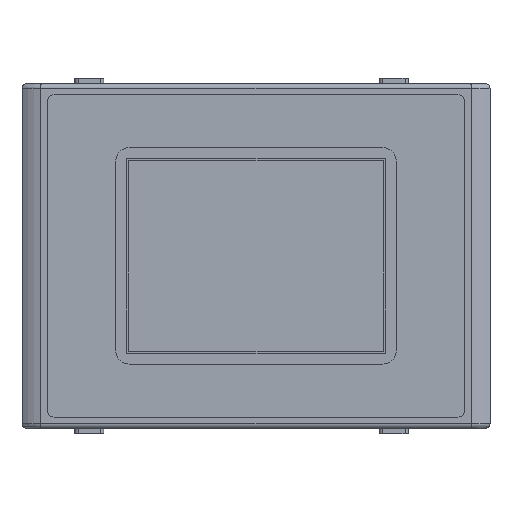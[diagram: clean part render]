
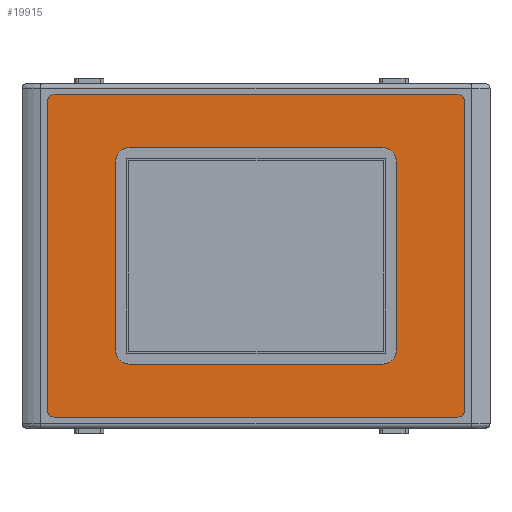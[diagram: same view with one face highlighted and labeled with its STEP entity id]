
A CAD part, top view. The second image highlights one B-rep face of the part: STEP entity #19915.
In plain terms, the highlighted planar face has unit normal (0, 0, 1).
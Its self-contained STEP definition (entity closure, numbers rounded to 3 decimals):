
#125=FACE_BOUND('',#2268,.T.);
#126=FACE_BOUND('',#2269,.T.);
#385=PLANE('',#21082);
#2268=EDGE_LOOP('',(#13196,#13197,#13198,#13199,#13200,#13201,#13202,#13203));
#2269=EDGE_LOOP('',(#13204,#13205,#13206,#13207,#13208,#13209,#13210,#13211));
#3690=LINE('',#28073,#5810);
#3695=LINE('',#28087,#5815);
#3699=LINE('',#28099,#5819);
#3703=LINE('',#28111,#5823);
#3706=LINE('',#28121,#5826);
#3710=LINE('',#28130,#5830);
#3713=LINE('',#28138,#5833);
#3716=LINE('',#28146,#5836);
#5810=VECTOR('',#22695,86.);
#5815=VECTOR('',#22708,115.);
#5819=VECTOR('',#22720,86.);
#5823=VECTOR('',#22732,115.);
#5826=VECTOR('',#22743,140.);
#5830=VECTOR('',#22753,183.);
#5833=VECTOR('',#22762,140.);
#5836=VECTOR('',#22771,183.);
#7918=CIRCLE('',#21056,6.);
#7920=CIRCLE('',#21060,6.);
#7922=CIRCLE('',#21064,6.);
#7924=CIRCLE('',#21068,6.);
#7926=CIRCLE('',#21072,3.);
#7927=CIRCLE('',#21075,3.);
#7928=CIRCLE('',#21078,3.);
#7929=CIRCLE('',#21081,3.);
#8470=VERTEX_POINT('',#28071);
#8471=VERTEX_POINT('',#28072);
#8474=VERTEX_POINT('',#28080);
#8476=VERTEX_POINT('',#28086);
#8478=VERTEX_POINT('',#28092);
#8480=VERTEX_POINT('',#28098);
#8482=VERTEX_POINT('',#28104);
#8484=VERTEX_POINT('',#28110);
#8486=VERTEX_POINT('',#28119);
#8487=VERTEX_POINT('',#28120);
#8488=VERTEX_POINT('',#28125);
#8489=VERTEX_POINT('',#28129);
#8490=VERTEX_POINT('',#28133);
#8491=VERTEX_POINT('',#28137);
#8492=VERTEX_POINT('',#28141);
#8493=VERTEX_POINT('',#28145);
#10322=EDGE_CURVE('',#8470,#8471,#3690,.T.);
#10326=EDGE_CURVE('',#8471,#8474,#7918,.T.);
#10329=EDGE_CURVE('',#8474,#8476,#3695,.T.);
#10332=EDGE_CURVE('',#8476,#8478,#7920,.T.);
#10335=EDGE_CURVE('',#8478,#8480,#3699,.T.);
#10338=EDGE_CURVE('',#8480,#8482,#7922,.T.);
#10341=EDGE_CURVE('',#8482,#8484,#3703,.T.);
#10344=EDGE_CURVE('',#8484,#8470,#7924,.T.);
#10346=EDGE_CURVE('',#8486,#8487,#3706,.T.);
#10349=EDGE_CURVE('',#8487,#8488,#7926,.T.);
#10351=EDGE_CURVE('',#8488,#8489,#3710,.T.);
#10353=EDGE_CURVE('',#8489,#8490,#7927,.T.);
#10355=EDGE_CURVE('',#8490,#8491,#3713,.T.);
#10357=EDGE_CURVE('',#8491,#8492,#7928,.T.);
#10359=EDGE_CURVE('',#8492,#8493,#3716,.T.);
#10361=EDGE_CURVE('',#8493,#8486,#7929,.T.);
#13196=ORIENTED_EDGE('',*,*,#10322,.F.);
#13197=ORIENTED_EDGE('',*,*,#10344,.F.);
#13198=ORIENTED_EDGE('',*,*,#10341,.F.);
#13199=ORIENTED_EDGE('',*,*,#10338,.F.);
#13200=ORIENTED_EDGE('',*,*,#10335,.F.);
#13201=ORIENTED_EDGE('',*,*,#10332,.F.);
#13202=ORIENTED_EDGE('',*,*,#10329,.F.);
#13203=ORIENTED_EDGE('',*,*,#10326,.F.);
#13204=ORIENTED_EDGE('',*,*,#10346,.T.);
#13205=ORIENTED_EDGE('',*,*,#10349,.T.);
#13206=ORIENTED_EDGE('',*,*,#10351,.T.);
#13207=ORIENTED_EDGE('',*,*,#10353,.T.);
#13208=ORIENTED_EDGE('',*,*,#10355,.T.);
#13209=ORIENTED_EDGE('',*,*,#10357,.T.);
#13210=ORIENTED_EDGE('',*,*,#10359,.T.);
#13211=ORIENTED_EDGE('',*,*,#10361,.T.);
#19915=ADVANCED_FACE('',(#125,#126),#385,.T.);
#21056=AXIS2_PLACEMENT_3D('',#28081,#22701,#22702);
#21060=AXIS2_PLACEMENT_3D('',#28093,#22713,#22714);
#21064=AXIS2_PLACEMENT_3D('',#28105,#22725,#22726);
#21068=AXIS2_PLACEMENT_3D('',#28116,#22737,#22738);
#21072=AXIS2_PLACEMENT_3D('',#28126,#22748,#22749);
#21075=AXIS2_PLACEMENT_3D('',#28134,#22757,#22758);
#21078=AXIS2_PLACEMENT_3D('',#28142,#22766,#22767);
#21081=AXIS2_PLACEMENT_3D('',#28149,#22775,#22776);
#21082=AXIS2_PLACEMENT_3D('',#28150,#22777,#22778);
#22695=DIRECTION('',(0.,-1.,0.));
#22701=DIRECTION('center_axis',(0.,0.,
1.));
#22702=DIRECTION('ref_axis',(-1.,0.,0.));
#22708=DIRECTION('',(1.,0.,0.));
#22713=DIRECTION('center_axis',(0.,0.,
1.));
#22714=DIRECTION('ref_axis',(0.,-1.,0.));
#22720=DIRECTION('',(0.,1.,0.));
#22725=DIRECTION('center_axis',(0.,0.,
1.));
#22726=DIRECTION('ref_axis',(1.,0.,0.));
#22732=DIRECTION('',(-1.,0.,0.));
#22737=DIRECTION('center_axis',(0.,0.,
1.));
#22738=DIRECTION('ref_axis',(0.,1.,0.));
#22743=DIRECTION('',(0.,-1.,0.));
#22748=DIRECTION('center_axis',(0.,0.,
1.));
#22749=DIRECTION('ref_axis',(-1.,0.,0.));
#22753=DIRECTION('',(1.,0.,0.));
#22757=DIRECTION('center_axis',(0.,0.,
1.));
#22758=DIRECTION('ref_axis',(0.,-1.,0.));
#22762=DIRECTION('',(0.,1.,0.));
#22766=DIRECTION('center_axis',(0.,0.,
1.));
#22767=DIRECTION('ref_axis',(1.,0.,0.));
#22771=DIRECTION('',(-1.,0.,0.));
#22775=DIRECTION('center_axis',(0.,0.,
1.));
#22776=DIRECTION('ref_axis',(0.,1.,0.));
#22777=DIRECTION('center_axis',(0.,0.,
1.));
#22778=DIRECTION('ref_axis',(1.,0.,0.));
#28071=CARTESIAN_POINT('',(-119.603,146.883,31.254));
#28072=CARTESIAN_POINT('',(-119.603,60.883,31.254));
#28073=CARTESIAN_POINT('',(-119.603,125.383,31.254));
#28080=CARTESIAN_POINT('',(-113.603,54.883,31.254));
#28081=CARTESIAN_POINT('Origin',(-113.603,60.883,31.254));
#28086=CARTESIAN_POINT('',(1.397,54.883,31.254));
#28087=CARTESIAN_POINT('',(-84.853,54.883,31.254));
#28092=CARTESIAN_POINT('',(7.397,60.883,31.254));
#28093=CARTESIAN_POINT('Origin',(1.397,60.883,31.254));
#28098=CARTESIAN_POINT('',(7.397,146.883,31.254));
#28099=CARTESIAN_POINT('',(7.397,82.383,31.254));
#28104=CARTESIAN_POINT('',(1.397,152.883,31.254));
#28105=CARTESIAN_POINT('Origin',(1.397,146.883,31.254));
#28110=CARTESIAN_POINT('',(-113.603,152.883,31.254));
#28111=CARTESIAN_POINT('',(-27.353,152.883,31.254));
#28116=CARTESIAN_POINT('Origin',(-113.603,146.883,31.254));
#28119=CARTESIAN_POINT('',(-150.603,173.883,31.254));
#28120=CARTESIAN_POINT('',(-150.603,33.883,31.254));
#28121=CARTESIAN_POINT('',(-150.603,173.883,31.254));
#28125=CARTESIAN_POINT('',(-147.603,30.883,31.254));
#28126=CARTESIAN_POINT('Origin',(-147.603,33.883,31.254));
#28129=CARTESIAN_POINT('',(35.397,30.883,31.254));
#28130=CARTESIAN_POINT('',(-147.603,30.883,31.254));
#28133=CARTESIAN_POINT('',(38.397,33.883,31.254));
#28134=CARTESIAN_POINT('Origin',(35.397,33.883,31.254));
#28137=CARTESIAN_POINT('',(38.397,173.883,31.254));
#28138=CARTESIAN_POINT('',(38.397,33.883,31.254));
#28141=CARTESIAN_POINT('',(35.397,176.883,31.254));
#28142=CARTESIAN_POINT('Origin',(35.397,173.883,31.254));
#28145=CARTESIAN_POINT('',(-147.603,176.883,31.254));
#28146=CARTESIAN_POINT('',(35.397,176.883,31.254));
#28149=CARTESIAN_POINT('Origin',(-147.603,173.883,31.254));
#28150=CARTESIAN_POINT('Origin',(-56.103,103.883,31.254));
